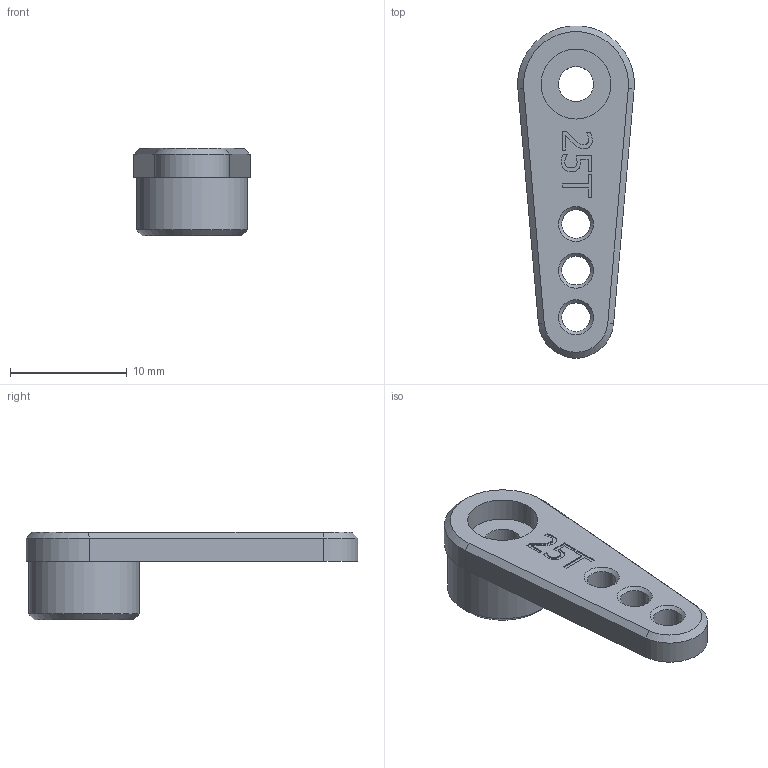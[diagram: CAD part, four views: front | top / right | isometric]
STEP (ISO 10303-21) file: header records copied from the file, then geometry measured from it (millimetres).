
FILE_DESCRIPTION(/* description */ (''),/* implementation_level */ '2;1');
FILE_NAME(/* name */ '28.5mm 25T 3 holes v1.step',/* time_stamp */ '2024-05-28T16:36:10+02:00',/* author */ (''),/* organization */ (''),/* preprocessor_version */ 'ST-DEVELOPER v20',/* originating_system */ 'Autodesk Translation Framework v13.14.0.145',/* authorisation */ '');
FILE_SCHEMA (('AUTOMOTIVE_DESIGN { 1 0 10303 214 3 1 1 }'));
Length unit declared in the file: millimetre
Products named in the file (1): 28.5mm 25T 3 holes
Bounding box: 9.96 x 28.47 x 7.5 mm (x, y, z)
Volume: 707.5 mm3; surface area: 860.5 mm2
Topology: 1 solids, 1 shells, 73 faces, 188 edges, 123 vertices
Faces by surface type: plane 33, bspline 24, cylinder 9, cone 7
Full cylindrical faces by diameter (mm): 2.459 x3, 3 x1, 5.5 x1, 6 x1, 9.5 x1
Entity records: 2448 total; most frequent: CARTESIAN_POINT 697, ORIENTED_EDGE 376, DIRECTION 267, EDGE_CURVE 188, VERTEX_POINT 123, LINE 113, VECTOR 113, EDGE_LOOP 87
